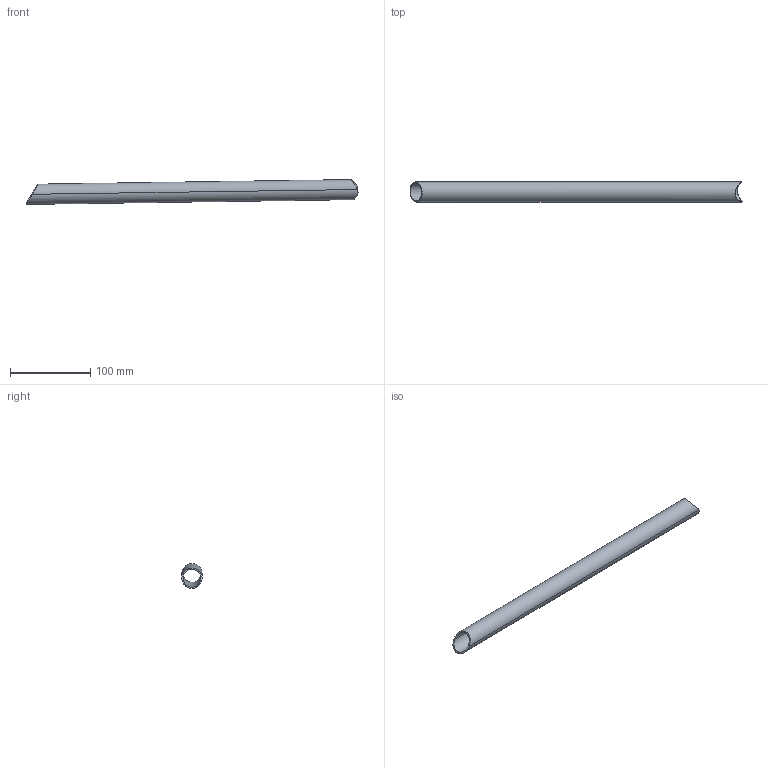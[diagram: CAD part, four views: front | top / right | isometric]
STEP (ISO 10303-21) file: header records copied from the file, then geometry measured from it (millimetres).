
FILE_DESCRIPTION(('CATIA V5 STEP Exchange'),'2;1');
FILE_NAME('61.stp','2021-12-07T13:52:20+00:00',('none'),('none'),'CATIA Version 5 Release 19 SP 2 (IN-10)','CATIA V5 STEP AP203','none');
FILE_SCHEMA(('CONFIG_CONTROL_DESIGN'));
Length unit declared in the file: millimetre
Products named in the file (1): Symmetry of Shape_206
Bounding box: 412.88 x 25 x 30.87 mm (x, y, z)
Volume: 44393.7 mm3; surface area: 59467 mm2
Topology: 1 solids, 1 shells, 7 faces, 20 edges, 14 vertices
Faces by surface type: cylinder 6, plane 1
Entity records: 474 total; most frequent: CARTESIAN_POINT 264, ORIENTED_EDGE 40, DIRECTION 22, EDGE_CURVE 20, VERTEX_POINT 14, B_SPLINE_CURVE_WITH_KNOTS 12, AXIS2_PLACEMENT_3D 8, VECTOR 8
